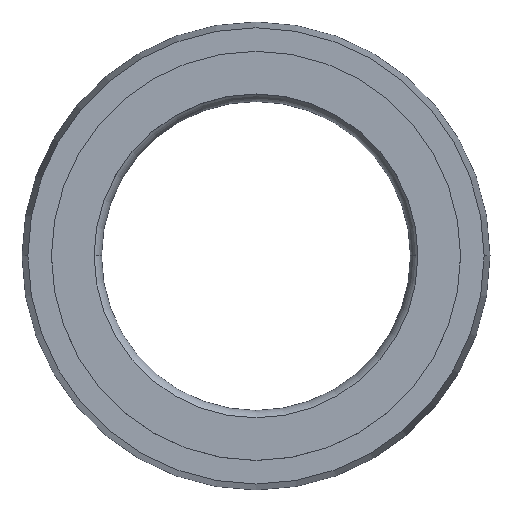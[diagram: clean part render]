
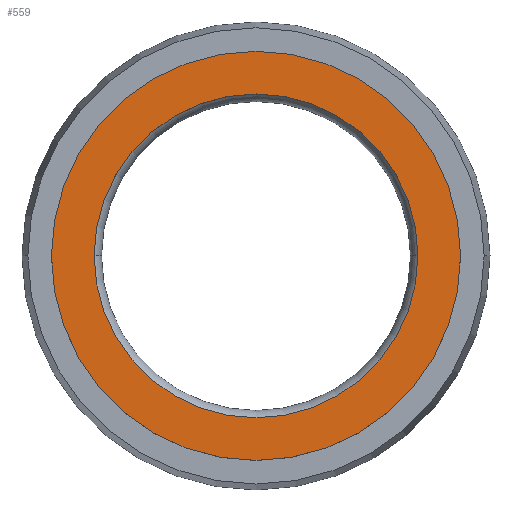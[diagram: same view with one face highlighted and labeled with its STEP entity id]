
A CAD part, top view. The second image highlights one B-rep face of the part: STEP entity #559.
In plain terms, the highlighted planar face has unit normal (0, 0, 1).
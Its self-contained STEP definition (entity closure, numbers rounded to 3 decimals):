
#6 = DIRECTION ( 'NONE',  ( 0., 0., 1. ) ) ;
#10 = AXIS2_PLACEMENT_3D ( 'NONE', #339, #30, #628 ) ;
#30 = DIRECTION ( 'NONE',  ( 0., 0., 1. ) ) ;
#35 = CARTESIAN_POINT ( 'NONE',  ( -5.5, 0., 0. ) ) ;
#37 = AXIS2_PLACEMENT_3D ( 'NONE', #99, #437, #481 ) ;
#52 = CIRCLE ( 'NONE', #470, 5.5 ) ;
#53 = CARTESIAN_POINT ( 'NONE',  ( 0., 0., 0. ) ) ;
#61 = DIRECTION ( 'NONE',  ( 0., 0., -1. ) ) ;
#68 = PLANE ( 'NONE',  #608 ) ;
#71 = CARTESIAN_POINT ( 'NONE',  ( 0., 0., 0. ) ) ;
#74 = EDGE_CURVE ( 'NONE', #132, #108, #465, .T. ) ;
#76 = FACE_BOUND ( 'NONE', #218, .T. ) ;
#99 = CARTESIAN_POINT ( 'NONE',  ( 0., 0., 0. ) ) ;
#108 = VERTEX_POINT ( 'NONE', #35 ) ;
#125 = ORIENTED_EDGE ( 'NONE', *, *, #145, .F. ) ;
#132 = VERTEX_POINT ( 'NONE', #186 ) ;
#142 = EDGE_CURVE ( 'NONE', #519, #566, #302, .T. ) ;
#145 = EDGE_CURVE ( 'NONE', #108, #132, #52, .T. ) ;
#157 = CARTESIAN_POINT ( 'NONE',  ( -6.95, 0., 0. ) ) ;
#163 = DIRECTION ( 'NONE',  ( 1., 0., 0. ) ) ;
#181 = AXIS2_PLACEMENT_3D ( 'NONE', #53, #6, #163 ) ;
#186 = CARTESIAN_POINT ( 'NONE',  ( 5.5, 0., 0. ) ) ;
#218 = EDGE_LOOP ( 'NONE', ( #501, #125 ) ) ;
#225 = ORIENTED_EDGE ( 'NONE', *, *, #350, .T. ) ;
#302 = CIRCLE ( 'NONE', #37, 6.95 ) ;
#328 = CARTESIAN_POINT ( 'NONE',  ( 6.95, 0., 0. ) ) ;
#336 = CIRCLE ( 'NONE', #181, 6.95 ) ;
#339 = CARTESIAN_POINT ( 'NONE',  ( 0., 0., 0. ) ) ;
#350 = EDGE_CURVE ( 'NONE', #566, #519, #336, .T. ) ;
#407 = ORIENTED_EDGE ( 'NONE', *, *, #142, .T. ) ;
#417 = DIRECTION ( 'NONE',  ( -1., 0., 0. ) ) ;
#437 = DIRECTION ( 'NONE',  ( 0., 0., 1. ) ) ;
#465 = CIRCLE ( 'NONE', #10, 5.5 ) ;
#470 = AXIS2_PLACEMENT_3D ( 'NONE', #595, #587, #541 ) ;
#481 = DIRECTION ( 'NONE',  ( 1., 0., 0. ) ) ;
#501 = ORIENTED_EDGE ( 'NONE', *, *, #74, .F. ) ;
#519 = VERTEX_POINT ( 'NONE', #328 ) ;
#541 = DIRECTION ( 'NONE',  ( 1., 0., 0. ) ) ;
#547 = EDGE_LOOP ( 'NONE', ( #407, #225 ) ) ;
#559 = ADVANCED_FACE ( 'NONE', ( #76, #578 ), #68, .F. ) ;
#566 = VERTEX_POINT ( 'NONE', #157 ) ;
#578 = FACE_OUTER_BOUND ( 'NONE', #547, .T. ) ;
#587 = DIRECTION ( 'NONE',  ( 0., 0., 1. ) ) ;
#595 = CARTESIAN_POINT ( 'NONE',  ( 0., 0., 0. ) ) ;
#608 = AXIS2_PLACEMENT_3D ( 'NONE', #71, #61, #417 ) ;
#628 = DIRECTION ( 'NONE',  ( 1., 0., 0. ) ) ;
